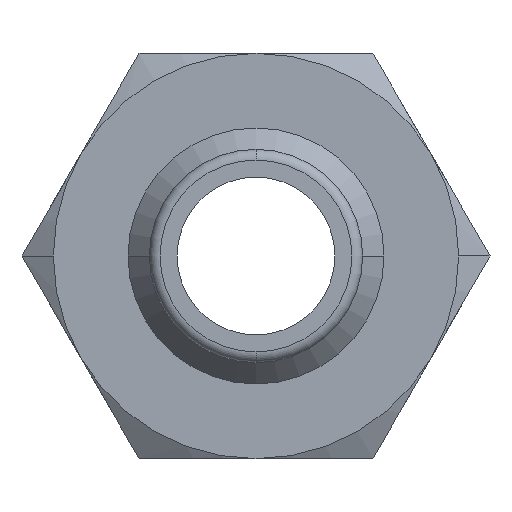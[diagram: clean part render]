
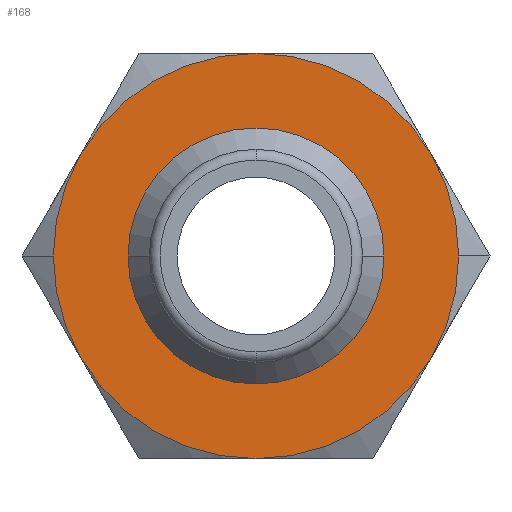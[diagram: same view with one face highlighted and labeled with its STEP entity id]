
A CAD part, front view. The second image highlights one B-rep face of the part: STEP entity #168.
In plain terms, the highlighted planar face has unit normal (0, -1, 0).
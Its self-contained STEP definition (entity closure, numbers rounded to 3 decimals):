
#168=ADVANCED_FACE('',(#335,#336),#337,.T.);
#335=FACE_OUTER_BOUND('',#496,.T.);
#336=FACE_BOUND('',#497,.T.);
#337=PLANE('',#498);
#496=EDGE_LOOP('',(#901,#902,#903,#904,#905,#906,#907,#908));
#497=EDGE_LOOP('',(#909,#910));
#498=AXIS2_PLACEMENT_3D('',#911,#912,#913);
#901=ORIENTED_EDGE('',*,*,#1076,.F.);
#902=ORIENTED_EDGE('',*,*,#987,.F.);
#903=ORIENTED_EDGE('',*,*,#1047,.F.);
#904=ORIENTED_EDGE('',*,*,#932,.F.);
#905=ORIENTED_EDGE('',*,*,#1087,.F.);
#906=ORIENTED_EDGE('',*,*,#937,.F.);
#907=ORIENTED_EDGE('',*,*,#1020,.F.);
#908=ORIENTED_EDGE('',*,*,#1073,.F.);
#909=ORIENTED_EDGE('',*,*,#969,.F.);
#910=ORIENTED_EDGE('',*,*,#1062,.F.);
#911=CARTESIAN_POINT('',(4.75,25.0,0.0));
#912=DIRECTION('',(-0.0,-1.0,-0.0));
#913=DIRECTION('',(-1.0,0.0,0.0));
#932=EDGE_CURVE('',#1094,#1096,#1097,.T.);
#937=EDGE_CURVE('',#1103,#1100,#1105,.T.);
#969=EDGE_CURVE('',#1161,#1157,#1163,.T.);
#987=EDGE_CURVE('',#1134,#1193,#1194,.T.);
#1020=EDGE_CURVE('',#1207,#1103,#1241,.T.);
#1047=EDGE_CURVE('',#1096,#1134,#1274,.T.);
#1062=EDGE_CURVE('',#1157,#1161,#1289,.T.);
#1073=EDGE_CURVE('',#1299,#1207,#1301,.T.);
#1076=EDGE_CURVE('',#1193,#1299,#1304,.T.);
#1087=EDGE_CURVE('',#1100,#1094,#1315,.T.);
#1094=VERTEX_POINT('',#1322);
#1096=VERTEX_POINT('',#1325);
#1097=CIRCLE('',#1326,9.5);
#1100=VERTEX_POINT('',#1340);
#1103=VERTEX_POINT('',#1354);
#1105=CIRCLE('',#1367,9.5);
#1134=VERTEX_POINT('',#1410);
#1157=VERTEX_POINT('',#1481);
#1161=VERTEX_POINT('',#1486);
#1163=CIRCLE('',#1489,6.0);
#1193=VERTEX_POINT('',#1531);
#1194=CIRCLE('',#1532,9.5);
#1207=VERTEX_POINT('',#1591);
#1241=CIRCLE('',#1670,9.5);
#1274=CIRCLE('',#1767,9.5);
#1289=CIRCLE('',#1784,6.0);
#1299=VERTEX_POINT('',#1796);
#1301=CIRCLE('',#1799,9.5);
#1304=CIRCLE('',#1813,9.5);
#1315=CIRCLE('',#1835,9.5);
#1322=CARTESIAN_POINT('',(-9.5,25.0,0.));
#1325=CARTESIAN_POINT('',(-8.227,25.0,4.75));
#1326=AXIS2_PLACEMENT_3D('',#1841,#1842,#1843);
#1340=CARTESIAN_POINT('',(-8.227,25.0,-4.75));
#1354=CARTESIAN_POINT('',(0.0,25.0,-9.5));
#1367=AXIS2_PLACEMENT_3D('',#1844,#1845,#1846);
#1410=CARTESIAN_POINT('',(0.,25.0,9.5));
#1481=CARTESIAN_POINT('',(6.0,25.0,0.));
#1486=CARTESIAN_POINT('',(-6.0,25.0,0.));
#1489=AXIS2_PLACEMENT_3D('',#1889,#1890,#1891);
#1531=CARTESIAN_POINT('',(8.227,25.0,4.75));
#1532=AXIS2_PLACEMENT_3D('',#1926,#1927,#1928);
#1591=CARTESIAN_POINT('',(8.227,25.0,-4.75));
#1670=AXIS2_PLACEMENT_3D('',#1971,#1972,#1973);
#1767=AXIS2_PLACEMENT_3D('',#1995,#1996,#1997);
#1784=AXIS2_PLACEMENT_3D('',#2015,#2016,#2017);
#1796=CARTESIAN_POINT('',(9.5,25.0,0.));
#1799=AXIS2_PLACEMENT_3D('',#2030,#2031,#2032);
#1813=AXIS2_PLACEMENT_3D('',#2033,#2034,#2035);
#1835=AXIS2_PLACEMENT_3D('',#2045,#2046,#2047);
#1841=CARTESIAN_POINT('',(0.0,25.0,0.0));
#1842=DIRECTION('',(-0.0,1.0,0.0));
#1843=DIRECTION('',(1.0,0.0,0.0));
#1844=CARTESIAN_POINT('',(0.0,25.0,0.0));
#1845=DIRECTION('',(-0.0,1.0,0.0));
#1846=DIRECTION('',(1.0,0.0,0.0));
#1889=CARTESIAN_POINT('',(0.0,25.0,0.0));
#1890=DIRECTION('',(0.0,-1.0,0.0));
#1891=DIRECTION('',(1.0,0.0,0.0));
#1926=CARTESIAN_POINT('',(0.0,25.0,0.0));
#1927=DIRECTION('',(-0.0,1.0,0.0));
#1928=DIRECTION('',(1.0,0.0,0.0));
#1971=CARTESIAN_POINT('',(0.0,25.0,0.0));
#1972=DIRECTION('',(-0.0,1.0,0.0));
#1973=DIRECTION('',(1.0,0.0,0.0));
#1995=CARTESIAN_POINT('',(0.0,25.0,0.0));
#1996=DIRECTION('',(-0.0,1.0,0.0));
#1997=DIRECTION('',(1.0,0.0,0.0));
#2015=CARTESIAN_POINT('',(0.0,25.0,0.0));
#2016=DIRECTION('',(0.0,-1.0,0.0));
#2017=DIRECTION('',(1.0,0.0,0.0));
#2030=CARTESIAN_POINT('',(0.0,25.0,0.0));
#2031=DIRECTION('',(-0.0,1.0,0.0));
#2032=DIRECTION('',(1.0,0.0,0.0));
#2033=CARTESIAN_POINT('',(0.0,25.0,0.0));
#2034=DIRECTION('',(-0.0,1.0,0.0));
#2035=DIRECTION('',(1.0,0.0,0.0));
#2045=CARTESIAN_POINT('',(0.0,25.0,0.0));
#2046=DIRECTION('',(-0.0,1.0,0.0));
#2047=DIRECTION('',(1.0,0.0,0.0));
